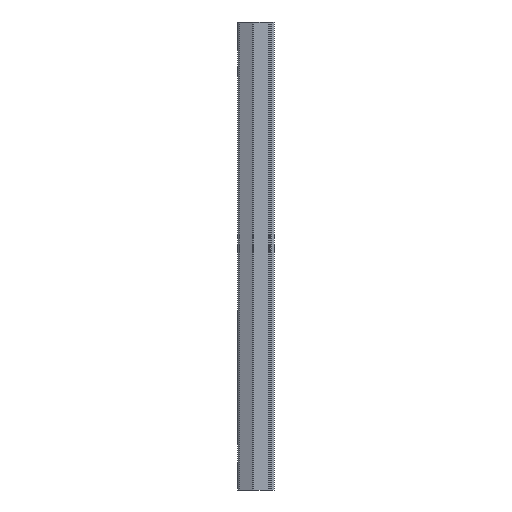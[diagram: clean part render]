
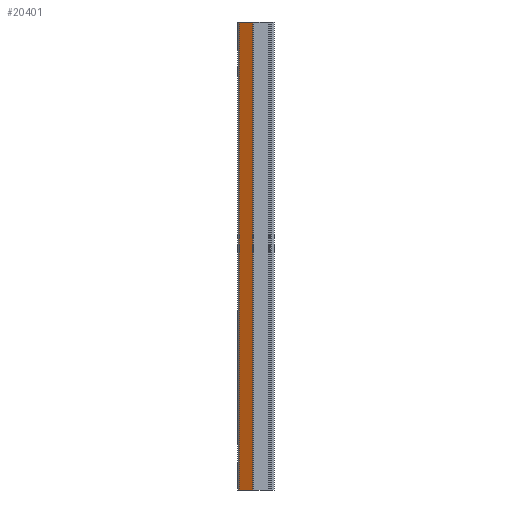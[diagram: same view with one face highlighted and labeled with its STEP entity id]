
A CAD part, left-side view. The second image highlights one B-rep face of the part: STEP entity #20401.
In plain terms, the highlighted planar face has unit normal (-0.906, 0.423, 0).
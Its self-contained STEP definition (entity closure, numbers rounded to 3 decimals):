
#8095=DIRECTION('',(0.,0.,1.));
#8096=VECTOR('',#8095,305.4);
#8097=CARTESIAN_POINT('',(-113.514,-0.808,-152.7));
#8098=LINE('',#8097,#8096);
#8121=DIRECTION('',(-0.423,-0.906,0.));
#8122=VECTOR('',#8121,9.832);
#8123=CARTESIAN_POINT('',(-113.514,-0.808,-152.7));
#8124=LINE('',#8123,#8122);
#8138=DIRECTION('',(0.,0.,1.));
#8139=VECTOR('',#8138,305.4);
#8140=CARTESIAN_POINT('',(-117.669,-9.719,-152.7));
#8141=LINE('',#8140,#8139);
#8295=DIRECTION('',(-0.423,-0.906,0.));
#8296=VECTOR('',#8295,9.832);
#8297=CARTESIAN_POINT('',(-113.514,-0.808,152.7));
#8298=LINE('',#8297,#8296);
#11481=CARTESIAN_POINT('',(-117.669,-9.719,-152.7));
#11482=CARTESIAN_POINT('',(-117.669,-9.719,152.7));
#11483=VERTEX_POINT('',#11481);
#11484=VERTEX_POINT('',#11482);
#11485=CARTESIAN_POINT('',(-113.514,-0.808,-152.7));
#11486=CARTESIAN_POINT('',(-113.514,-0.808,152.7));
#11487=VERTEX_POINT('',#11485);
#11488=VERTEX_POINT('',#11486);
#20387=CARTESIAN_POINT('',(-113.137,0.,-152.7));
#20388=DIRECTION('',(-0.906,0.423,0.));
#20389=DIRECTION('',(-0.423,-0.906,0.));
#20390=AXIS2_PLACEMENT_3D('',#20387,#20388,#20389);
#20391=PLANE('',#20390);
#20393=ORIENTED_EDGE('',*,*,#20392,.F.);
#20394=ORIENTED_EDGE('',*,*,#20378,.T.);
#20396=ORIENTED_EDGE('',*,*,#20395,.T.);
#20398=ORIENTED_EDGE('',*,*,#20397,.F.);
#20399=EDGE_LOOP('',(#20393,#20394,#20396,#20398));
#20400=FACE_OUTER_BOUND('',#20399,.F.);
#20401=ADVANCED_FACE('',(#20400),#20391,.T.);
#20378=EDGE_CURVE('',#11487,#11488,#8098,.T.);
#20392=EDGE_CURVE('',#11487,#11483,#8124,.T.);
#20395=EDGE_CURVE('',#11488,#11484,#8298,.T.);
#20397=EDGE_CURVE('',#11483,#11484,#8141,.T.);
